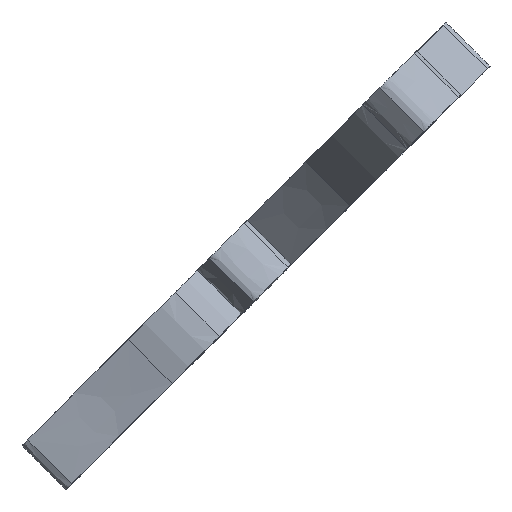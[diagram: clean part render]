
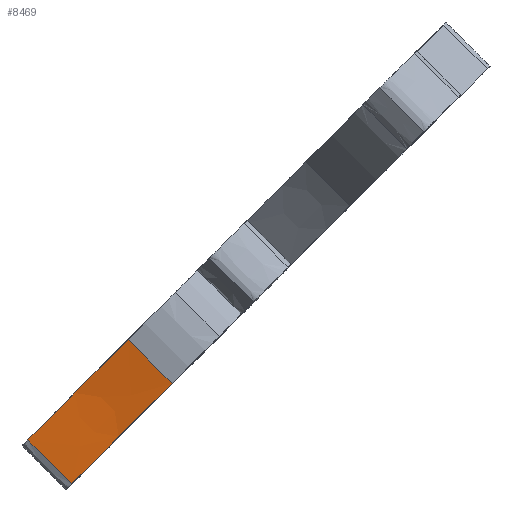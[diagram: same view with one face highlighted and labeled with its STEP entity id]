
A CAD part, top view. The second image highlights one B-rep face of the part: STEP entity #8469.
In plain terms, the highlighted face is a extrusion surface.
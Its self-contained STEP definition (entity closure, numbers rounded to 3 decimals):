
#87 = PLANE('',#88);
#88 = AXIS2_PLACEMENT_3D('',#89,#90,#91);
#89 = CARTESIAN_POINT('',(27.822,-51.635,
    -0.243));
#90 = DIRECTION('',(0.,0.,1.));
#91 = DIRECTION('',(1.,0.,0.));
#143 = PLANE('',#144);
#144 = AXIS2_PLACEMENT_3D('',#145,#146,#147);
#145 = CARTESIAN_POINT('',(26.189,-56.999,
    -4.243));
#146 = DIRECTION('',(0.,0.,1.));
#147 = DIRECTION('',(1.,0.,0.));
#8355 = SURFACE_OF_LINEAR_EXTRUSION('',#8356,#8361);
#8356 = B_SPLINE_CURVE_WITH_KNOTS('',3,(#8357,#8358,#8359,#8360),
  .UNSPECIFIED.,.F.,.F.,(4,4),(0.,1.),.PIECEWISE_BEZIER_KNOTS.);
#8357 = CARTESIAN_POINT('',(7.96,-32.119,
    -4.243));
#8358 = CARTESIAN_POINT('',(7.581,-31.931,
    -4.243));
#8359 = CARTESIAN_POINT('',(7.783,-31.48,
    -4.243));
#8360 = CARTESIAN_POINT('',(8.301,-31.345,
    -4.243));
#8361 = VECTOR('',#8362,1.);
#8362 = DIRECTION('',(0.,0.,-1.));
#8396 = VERTEX_POINT('',#8397);
#8397 = CARTESIAN_POINT('',(8.301,-31.345,
    -0.243));
#8419 = EDGE_CURVE('',#8420,#8396,#8422,.T.);
#8420 = VERTEX_POINT('',#8421);
#8421 = CARTESIAN_POINT('',(8.301,-31.345,
    -4.243));
#8422 = SURFACE_CURVE('',#8423,(#8427,#8433),.PCURVE_S1.);
#8423 = LINE('',#8424,#8425);
#8424 = CARTESIAN_POINT('',(8.301,-31.345,
    -4.243));
#8425 = VECTOR('',#8426,1.);
#8426 = DIRECTION('',(0.,0.,1.));
#8427 = PCURVE('',#8355,#8428);
#8428 = DEFINITIONAL_REPRESENTATION('',(#8429),#8432);
#8429 = B_SPLINE_CURVE_WITH_KNOTS('',1,(#8430,#8431),.UNSPECIFIED.,.F.,
  .F.,(2,2),(0.,4.),.PIECEWISE_BEZIER_KNOTS.);
#8430 = CARTESIAN_POINT('',(1.,0.));
#8431 = CARTESIAN_POINT('',(1.,-4.));
#8432 = ( GEOMETRIC_REPRESENTATION_CONTEXT(2) 
PARAMETRIC_REPRESENTATION_CONTEXT() REPRESENTATION_CONTEXT('2D SPACE',''
  ) );
#8433 = PCURVE('',#8434,#8442);
#8434 = SURFACE_OF_LINEAR_EXTRUSION('',#8435,#8440);
#8435 = B_SPLINE_CURVE_WITH_KNOTS('',3,(#8436,#8437,#8438,#8439),
  .UNSPECIFIED.,.F.,.F.,(4,4),(0.,1.),.PIECEWISE_BEZIER_KNOTS.);
#8436 = CARTESIAN_POINT('',(8.301,-31.345,
    -4.243));
#8437 = CARTESIAN_POINT('',(13.609,-30.721,
    -4.243));
#8438 = CARTESIAN_POINT('',(11.359,-31.256,
    -4.243));
#8439 = CARTESIAN_POINT('',(17.442,-30.06,
    -4.243));
#8440 = VECTOR('',#8441,1.);
#8441 = DIRECTION('',(0.,0.,-1.));
#8442 = DEFINITIONAL_REPRESENTATION('',(#8443),#8446);
#8443 = B_SPLINE_CURVE_WITH_KNOTS('',1,(#8444,#8445),.UNSPECIFIED.,.F.,
  .F.,(2,2),(0.,4.),.PIECEWISE_BEZIER_KNOTS.);
#8444 = CARTESIAN_POINT('',(0.,0.));
#8445 = CARTESIAN_POINT('',(0.,-4.));
#8446 = ( GEOMETRIC_REPRESENTATION_CONTEXT(2) 
PARAMETRIC_REPRESENTATION_CONTEXT() REPRESENTATION_CONTEXT('2D SPACE',''
  ) );
#8469 = ADVANCED_FACE('',(#8470),#8434,.T.);
#8470 = FACE_BOUND('',#8471,.T.);
#8471 = EDGE_LOOP('',(#8472,#8473,#8497,#8526));
#8472 = ORIENTED_EDGE('',*,*,#8419,.T.);
#8473 = ORIENTED_EDGE('',*,*,#8474,.T.);
#8474 = EDGE_CURVE('',#8396,#8475,#8477,.T.);
#8475 = VERTEX_POINT('',#8476);
#8476 = CARTESIAN_POINT('',(17.442,-30.06,
    -0.243));
#8477 = SURFACE_CURVE('',#8478,(#8483,#8489),.PCURVE_S1.);
#8478 = B_SPLINE_CURVE_WITH_KNOTS('',3,(#8479,#8480,#8481,#8482),
  .UNSPECIFIED.,.F.,.F.,(4,4),(0.,1.),.PIECEWISE_BEZIER_KNOTS.);
#8479 = CARTESIAN_POINT('',(8.301,-31.345,
    -0.243));
#8480 = CARTESIAN_POINT('',(13.609,-30.721,
    -0.243));
#8481 = CARTESIAN_POINT('',(11.359,-31.256,
    -0.243));
#8482 = CARTESIAN_POINT('',(17.442,-30.06,
    -0.243));
#8483 = PCURVE('',#8434,#8484);
#8484 = DEFINITIONAL_REPRESENTATION('',(#8485),#8488);
#8485 = B_SPLINE_CURVE_WITH_KNOTS('',1,(#8486,#8487),.UNSPECIFIED.,.F.,
  .F.,(2,2),(0.,1.),.PIECEWISE_BEZIER_KNOTS.);
#8486 = CARTESIAN_POINT('',(0.,-4.));
#8487 = CARTESIAN_POINT('',(1.,-4.));
#8488 = ( GEOMETRIC_REPRESENTATION_CONTEXT(2) 
PARAMETRIC_REPRESENTATION_CONTEXT() REPRESENTATION_CONTEXT('2D SPACE',''
  ) );
#8489 = PCURVE('',#87,#8490);
#8490 = DEFINITIONAL_REPRESENTATION('',(#8491),#8496);
#8491 = B_SPLINE_CURVE_WITH_KNOTS('',3,(#8492,#8493,#8494,#8495),
  .UNSPECIFIED.,.F.,.F.,(4,4),(0.,1.),.PIECEWISE_BEZIER_KNOTS.);
#8492 = CARTESIAN_POINT('',(-19.521,20.29));
#8493 = CARTESIAN_POINT('',(-14.213,20.914));
#8494 = CARTESIAN_POINT('',(-16.463,20.379));
#8495 = CARTESIAN_POINT('',(-10.381,21.575));
#8496 = ( GEOMETRIC_REPRESENTATION_CONTEXT(2) 
PARAMETRIC_REPRESENTATION_CONTEXT() REPRESENTATION_CONTEXT('2D SPACE',''
  ) );
#8497 = ORIENTED_EDGE('',*,*,#8498,.F.);
#8498 = EDGE_CURVE('',#8499,#8475,#8501,.T.);
#8499 = VERTEX_POINT('',#8500);
#8500 = CARTESIAN_POINT('',(17.442,-30.06,
    -4.243));
#8501 = SURFACE_CURVE('',#8502,(#8506,#8512),.PCURVE_S1.);
#8502 = LINE('',#8503,#8504);
#8503 = CARTESIAN_POINT('',(17.442,-30.06,
    -4.243));
#8504 = VECTOR('',#8505,1.);
#8505 = DIRECTION('',(0.,0.,1.));
#8506 = PCURVE('',#8434,#8507);
#8507 = DEFINITIONAL_REPRESENTATION('',(#8508),#8511);
#8508 = B_SPLINE_CURVE_WITH_KNOTS('',1,(#8509,#8510),.UNSPECIFIED.,.F.,
  .F.,(2,2),(0.,4.),.PIECEWISE_BEZIER_KNOTS.);
#8509 = CARTESIAN_POINT('',(1.,0.));
#8510 = CARTESIAN_POINT('',(1.,-4.));
#8511 = ( GEOMETRIC_REPRESENTATION_CONTEXT(2) 
PARAMETRIC_REPRESENTATION_CONTEXT() REPRESENTATION_CONTEXT('2D SPACE',''
  ) );
#8512 = PCURVE('',#8513,#8521);
#8513 = SURFACE_OF_LINEAR_EXTRUSION('',#8514,#8519);
#8514 = B_SPLINE_CURVE_WITH_KNOTS('',3,(#8515,#8516,#8517,#8518),
  .UNSPECIFIED.,.F.,.F.,(4,4),(0.,1.),.PIECEWISE_BEZIER_KNOTS.);
#8515 = CARTESIAN_POINT('',(17.442,-30.06,
    -4.243));
#8516 = CARTESIAN_POINT('',(18.928,-29.714,
    -4.243));
#8517 = CARTESIAN_POINT('',(20.572,-29.579,
    -4.243));
#8518 = CARTESIAN_POINT('',(21.742,-29.866,
    -4.243));
#8519 = VECTOR('',#8520,1.);
#8520 = DIRECTION('',(0.,0.,-1.));
#8521 = DEFINITIONAL_REPRESENTATION('',(#8522),#8525);
#8522 = B_SPLINE_CURVE_WITH_KNOTS('',1,(#8523,#8524),.UNSPECIFIED.,.F.,
  .F.,(2,2),(0.,4.),.PIECEWISE_BEZIER_KNOTS.);
#8523 = CARTESIAN_POINT('',(0.,0.));
#8524 = CARTESIAN_POINT('',(0.,-4.));
#8525 = ( GEOMETRIC_REPRESENTATION_CONTEXT(2) 
PARAMETRIC_REPRESENTATION_CONTEXT() REPRESENTATION_CONTEXT('2D SPACE',''
  ) );
#8526 = ORIENTED_EDGE('',*,*,#8527,.F.);
#8527 = EDGE_CURVE('',#8420,#8499,#8528,.T.);
#8528 = SURFACE_CURVE('',#8529,(#8534,#8540),.PCURVE_S1.);
#8529 = B_SPLINE_CURVE_WITH_KNOTS('',3,(#8530,#8531,#8532,#8533),
  .UNSPECIFIED.,.F.,.F.,(4,4),(0.,1.),.PIECEWISE_BEZIER_KNOTS.);
#8530 = CARTESIAN_POINT('',(8.301,-31.345,
    -4.243));
#8531 = CARTESIAN_POINT('',(13.609,-30.721,
    -4.243));
#8532 = CARTESIAN_POINT('',(11.359,-31.256,
    -4.243));
#8533 = CARTESIAN_POINT('',(17.442,-30.06,
    -4.243));
#8534 = PCURVE('',#8434,#8535);
#8535 = DEFINITIONAL_REPRESENTATION('',(#8536),#8539);
#8536 = B_SPLINE_CURVE_WITH_KNOTS('',1,(#8537,#8538),.UNSPECIFIED.,.F.,
  .F.,(2,2),(0.,1.),.PIECEWISE_BEZIER_KNOTS.);
#8537 = CARTESIAN_POINT('',(0.,0.));
#8538 = CARTESIAN_POINT('',(1.,0.));
#8539 = ( GEOMETRIC_REPRESENTATION_CONTEXT(2) 
PARAMETRIC_REPRESENTATION_CONTEXT() REPRESENTATION_CONTEXT('2D SPACE',''
  ) );
#8540 = PCURVE('',#143,#8541);
#8541 = DEFINITIONAL_REPRESENTATION('',(#8542),#8547);
#8542 = B_SPLINE_CURVE_WITH_KNOTS('',3,(#8543,#8544,#8545,#8546),
  .UNSPECIFIED.,.F.,.F.,(4,4),(0.,1.),.PIECEWISE_BEZIER_KNOTS.);
#8543 = CARTESIAN_POINT('',(-17.888,25.654));
#8544 = CARTESIAN_POINT('',(-12.58,26.279));
#8545 = CARTESIAN_POINT('',(-14.83,25.743));
#8546 = CARTESIAN_POINT('',(-8.747,26.939));
#8547 = ( GEOMETRIC_REPRESENTATION_CONTEXT(2) 
PARAMETRIC_REPRESENTATION_CONTEXT() REPRESENTATION_CONTEXT('2D SPACE',''
  ) );
